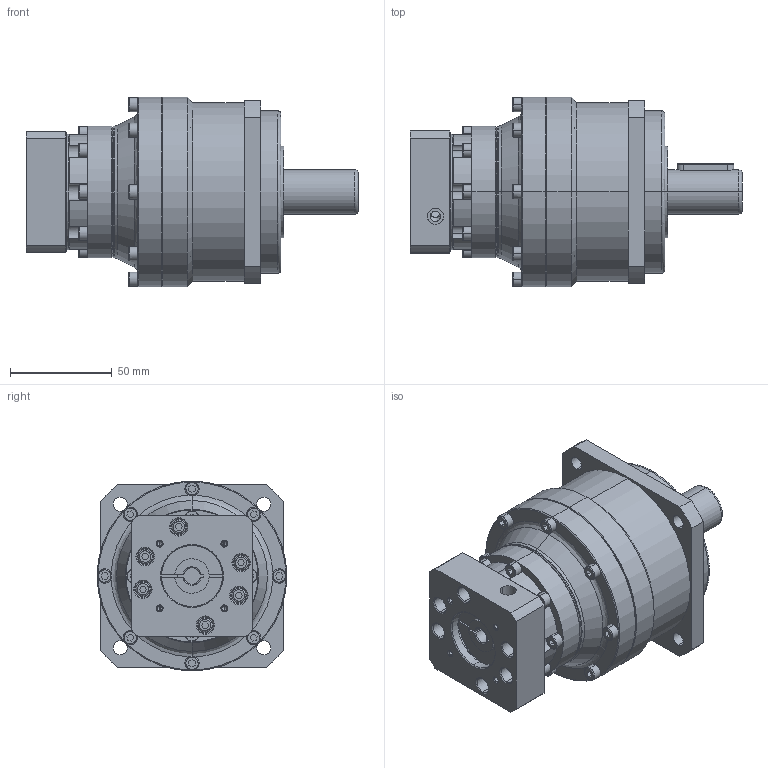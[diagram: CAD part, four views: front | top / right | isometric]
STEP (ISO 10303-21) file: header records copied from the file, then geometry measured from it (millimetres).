
FILE_DESCRIPTION (( 'STEP AP214' ), '1' );
FILE_NAME ('PB090-L2-8-30-45M3.STEP', '2022-02-12T09:16:22', ( 'admin' ), ( '' ), 'SwSTEP 2.0', 'SolidWorks 2013', '' );
FILE_SCHEMA (( 'AUTOMOTIVE_DESIGN' ));
Length unit declared in the file: millimetre
Products named in the file (5): PB090_X2_8F9351FA7AEF_X0_; PB090-L2-8-30-45M3; 60_X2_8F9351656CD55170_X0_-30-45M3; 14_X2_8F6C_X0_8; PB090-L2_X2_58F34F537AEF_X0_-19
Assembly tree (4 placements, depth 2):
  PB090-L2-8-30-45M3
    PB090_X2_8F9351FA7AEF_X0_
    PB090-L2_X2_58F34F537AEF_X0_-19
    14_X2_8F6C_X0_8
    60_X2_8F9351656CD55170_X0_-30-45M3
Bounding box: 163.5 x 93.5 x 93.5 mm (x, y, z)
Volume: 631172 mm3; surface area: 91991.9 mm2
Topology: 4 solids, 4 shells, 703 faces, 1689 edges, 1035 vertices
Faces by surface type: plane 264, cylinder 246, cone 129, bspline 64
Entity records: 29762 total; most frequent: CARTESIAN_POINT 5762, DIRECTION 3435, ORIENTED_EDGE 3270, EDGE_CURVE 1635, AXIS2_PLACEMENT_3D 1304, VERTEX_POINT 1035, VECTOR 827, LINE 827
